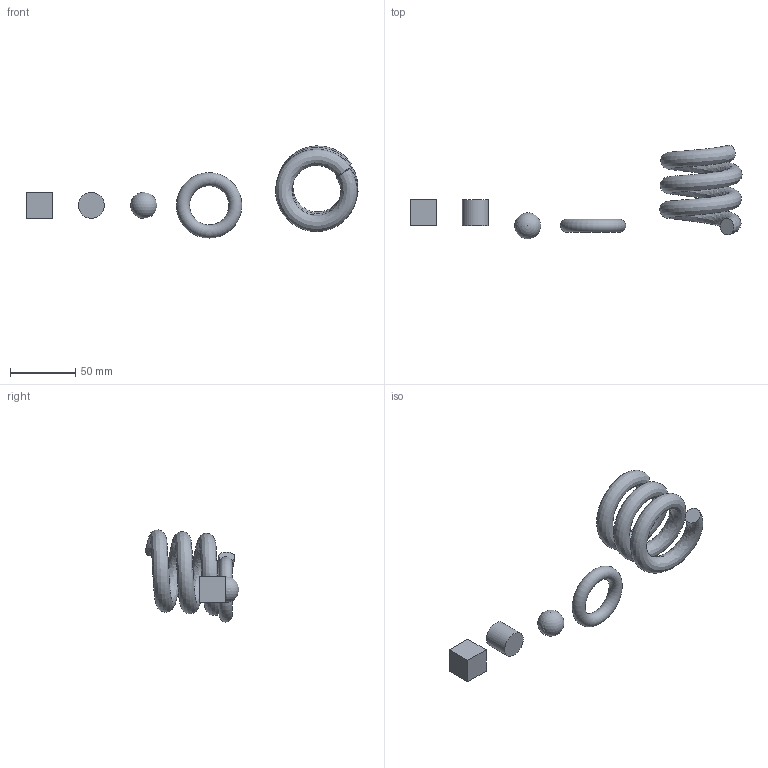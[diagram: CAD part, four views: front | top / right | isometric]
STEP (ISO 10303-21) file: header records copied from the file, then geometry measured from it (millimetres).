
FILE_DESCRIPTION(/* description */ (''),/* implementation_level */ '2;1');
FILE_NAME(/* name */ '2_BasicSolids_Components.step',/* time_stamp */ '2022-08-14T18:58:09+01:00',/* author */ (''),/* organization */ (''),/* preprocessor_version */ 'ST-DEVELOPER v19',/* originating_system */ 'Autodesk Translation Framework v11.7.0.108',/* authorisation */ '');
FILE_SCHEMA (('AUTOMOTIVE_DESIGN { 1 0 10303 214 3 1 1 }'));
Length unit declared in the file: millimetre
Products named in the file (6): 2_BasicSolids_Components; Box; Cylinder; Sphere; Torus; Spring
Assembly tree (5 placements, depth 2):
  2_BasicSolids_Components
    Box
    Cylinder
    Sphere
    Torus
    Spring
Bounding box: 253.79 x 71.42 x 70.45 mm (x, y, z)
Volume: 86171.5 mm3; surface area: 28306.1 mm2
Topology: 5 solids, 5 shells, 14 faces, 23 edges, 15 vertices
Faces by surface type: plane 10, cylinder 1, sphere 1, torus 1, bspline 1
Full cylindrical faces by diameter (mm): 20 x1
Entity records: 1232 total; most frequent: CARTESIAN_POINT 797, DIRECTION 75, ORIENTED_EDGE 42, AXIS2_PLACEMENT_3D 31, EDGE_CURVE 21, VERTEX_POINT 15, FACE_OUTER_BOUND 14, EDGE_LOOP 14
